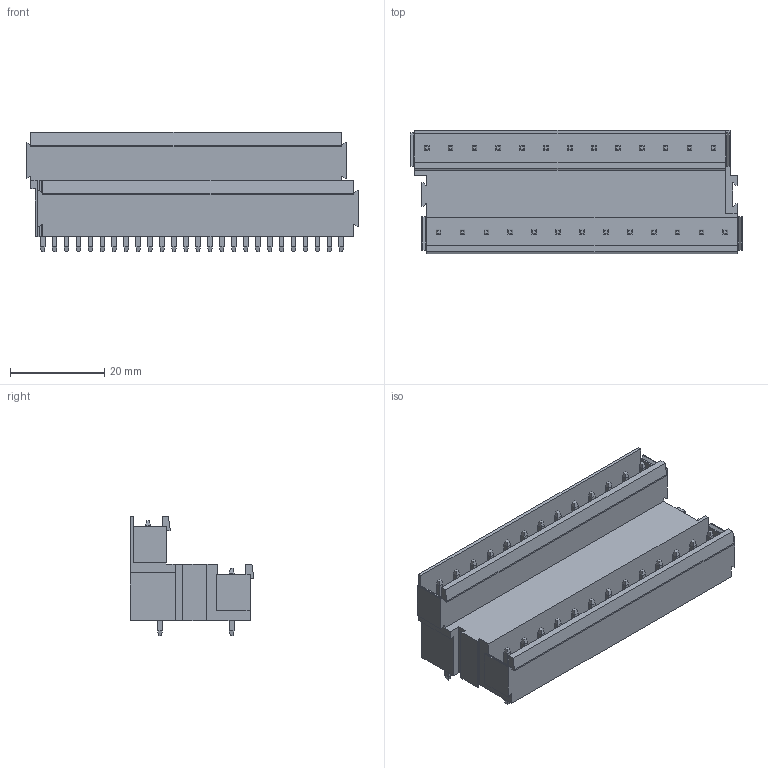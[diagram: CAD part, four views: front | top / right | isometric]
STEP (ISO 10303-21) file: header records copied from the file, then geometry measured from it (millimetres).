
FILE_DESCRIPTION(('CATIA V5 STEP Exchange','CAx-IF Rec.Pracs.--- Model Styling and Organization---1.2---2011-12-15'),'2;1');
FILE_NAME ('D1455006_0_1726850000_1726850000.stp','2018-11-10T05:24:53+00:00',('none'),('Weidmueller'),'CATIA Version 5-6 Release 2014','CATIA V5 STEP AP214','none');
FILE_SCHEMA(('AUTOMOTIVE_DESIGN { 1 0 10303 214 1 1 1 1 }'));
Length unit declared in the file: millimetre
Products named in the file (1): 1726850000
Bounding box: 70.58 x 26.28 x 25.36 mm (x, y, z)
Volume: 19202.6 mm3; surface area: 12757.2 mm2
Topology: 27 solids, 27 shells, 763 faces, 1911 edges, 1202 vertices
Faces by surface type: plane 659, cylinder 104
Entity records: 19824 total; most frequent: ORIENTED_EDGE 3822, CARTESIAN_POINT 3629, DIRECTION 2317, EDGE_CURVE 1911, VECTOR 1495, LINE 1495, VERTEX_POINT 1202, EDGE_LOOP 815
